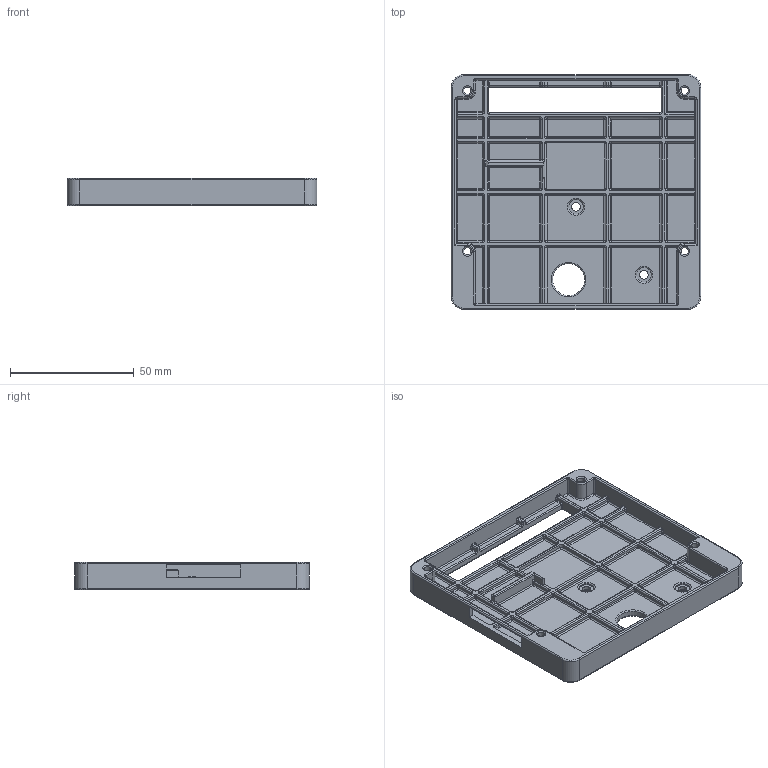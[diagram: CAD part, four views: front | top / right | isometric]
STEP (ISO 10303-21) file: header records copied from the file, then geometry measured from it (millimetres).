
FILE_DESCRIPTION(/* description */ (''),/* implementation_level */ '2;1');
FILE_NAME(/* name */ 'LCD_Screen_Back_SD.step',/* time_stamp */ '2023-02-04T10:26:36+01:00',/* author */ (''),/* organization */ (''),/* preprocessor_version */ 'ST-DEVELOPER v19.2',/* originating_system */ 'Autodesk Translation Framework v11.17.0.187',/* authorisation */ '');
FILE_SCHEMA (('AUTOMOTIVE_DESIGN { 1 0 10303 214 3 1 1 }'));
Length unit declared in the file: millimetre
Products named in the file (1): LCD_Screen_Back_SD
Bounding box: 101 x 95 x 11 mm (x, y, z)
Volume: 38032.3 mm3; surface area: 27260.9 mm2
Topology: 1 solids, 1 shells, 721 faces, 1585 edges, 876 vertices
Faces by surface type: cylinder 351, plane 140, torus 134, sphere 90, bspline 6
Full cylindrical faces by diameter (mm): 3 x4, 3.5 x2, 6 x2, 13 x1
Entity records: 19732 total; most frequent: DIRECTION 3842, CARTESIAN_POINT 3409, ORIENTED_EDGE 3170, EDGE_CURVE 1585, AXIS2_PLACEMENT_3D 1557, VERTEX_POINT 876, CIRCLE 817, EDGE_LOOP 749
